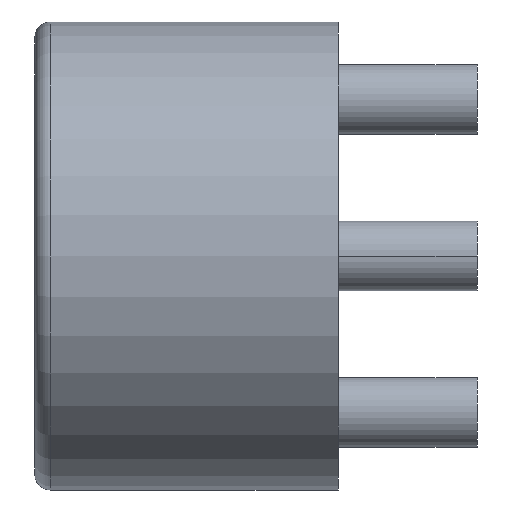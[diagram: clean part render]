
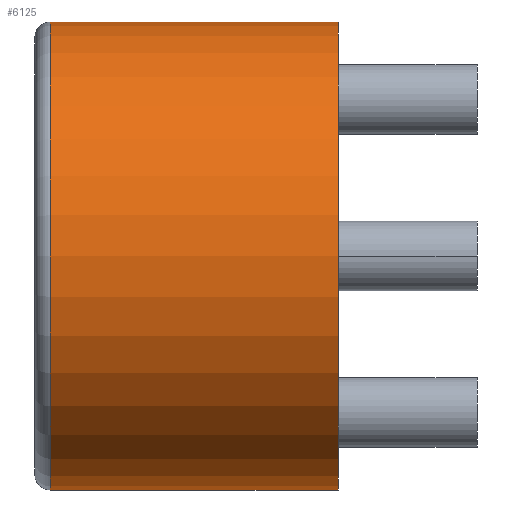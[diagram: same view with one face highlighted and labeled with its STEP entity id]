
A CAD part, left-side view. The second image highlights one B-rep face of the part: STEP entity #6125.
In plain terms, the highlighted cylindrical face has radius 4.55 mm (diameter 9.1 mm), a partial arc.
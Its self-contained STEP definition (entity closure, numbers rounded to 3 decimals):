
#82 = CARTESIAN_POINT ( 'NONE',  ( 0., 0., -4.55 ) ) ;
#117 = ORIENTED_EDGE ( 'NONE', *, *, #6729, .T. ) ;
#133 = CARTESIAN_POINT ( 'NONE',  ( 0., 0., 4.55 ) ) ;
#308 = FACE_OUTER_BOUND ( 'NONE', #2726, .T. ) ;
#410 = VERTEX_POINT ( 'NONE', #82 ) ;
#560 = DIRECTION ( 'NONE',  ( 0., 1., 0. ) ) ;
#574 = DIRECTION ( 'NONE',  ( 0., -1., 0. ) ) ;
#1025 = CARTESIAN_POINT ( 'NONE',  ( 0., 5.9, -4.55 ) ) ;
#1351 = EDGE_CURVE ( 'NONE', #4486, #2383, #6601, .T. ) ;
#1489 = CARTESIAN_POINT ( 'NONE',  ( 0., 5.6, -4.55 ) ) ;
#1645 = CARTESIAN_POINT ( 'NONE',  ( 0., 5.6, 0. ) ) ;
#1723 = CARTESIAN_POINT ( 'NONE',  ( 0., 5.9, 4.55 ) ) ;
#2018 = ORIENTED_EDGE ( 'NONE', *, *, #8040, .F. ) ;
#2270 = DIRECTION ( 'NONE',  ( 0., 0., 1. ) ) ;
#2383 = VERTEX_POINT ( 'NONE', #1489 ) ;
#2472 = VECTOR ( 'NONE', #574, 1000. ) ;
#2563 = ORIENTED_EDGE ( 'NONE', *, *, #1351, .T. ) ;
#2605 = AXIS2_PLACEMENT_3D ( 'NONE', #6231, #6750, #4938 ) ;
#2712 = CARTESIAN_POINT ( 'NONE',  ( 0., 5.6, 4.55 ) ) ;
#2726 = EDGE_LOOP ( 'NONE', ( #2018, #2563, #7531, #117 ) ) ;
#2996 = CARTESIAN_POINT ( 'NONE',  ( 0., 0., 0. ) ) ;
#3024 = AXIS2_PLACEMENT_3D ( 'NONE', #1645, #8079, #2270 ) ;
#4157 = CIRCLE ( 'NONE', #8124, 4.55 ) ;
#4272 = LINE ( 'NONE', #1723, #7227 ) ;
#4333 = VERTEX_POINT ( 'NONE', #133 ) ;
#4486 = VERTEX_POINT ( 'NONE', #2712 ) ;
#4757 = EDGE_CURVE ( 'NONE', #2383, #410, #4964, .T. ) ;
#4938 = DIRECTION ( 'NONE',  ( 0., 0., -1. ) ) ;
#4964 = LINE ( 'NONE', #1025, #2472 ) ;
#5608 = DIRECTION ( 'NONE',  ( 0., 0., 1. ) ) ;
#6125 = ADVANCED_FACE ( 'NONE', ( #308 ), #7915, .T. ) ;
#6231 = CARTESIAN_POINT ( 'NONE',  ( 0., 5.9, 0. ) ) ;
#6601 = CIRCLE ( 'NONE', #3024, 4.55 ) ;
#6729 = EDGE_CURVE ( 'NONE', #410, #4333, #4157, .T. ) ;
#6750 = DIRECTION ( 'NONE',  ( 0., -1., 0. ) ) ;
#7227 = VECTOR ( 'NONE', #7497, 1000. ) ;
#7497 = DIRECTION ( 'NONE',  ( 0., -1., 0. ) ) ;
#7531 = ORIENTED_EDGE ( 'NONE', *, *, #4757, .T. ) ;
#7915 = CYLINDRICAL_SURFACE ( 'NONE', #2605, 4.55 ) ;
#8040 = EDGE_CURVE ( 'NONE', #4486, #4333, #4272, .T. ) ;
#8079 = DIRECTION ( 'NONE',  ( 0., -1., 0. ) ) ;
#8124 = AXIS2_PLACEMENT_3D ( 'NONE', #2996, #560, #5608 ) ;
